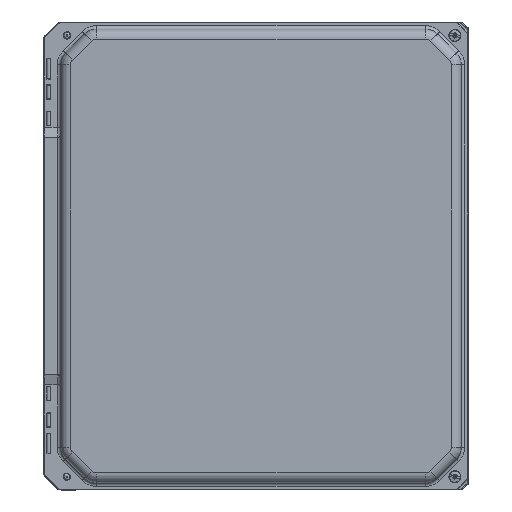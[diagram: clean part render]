
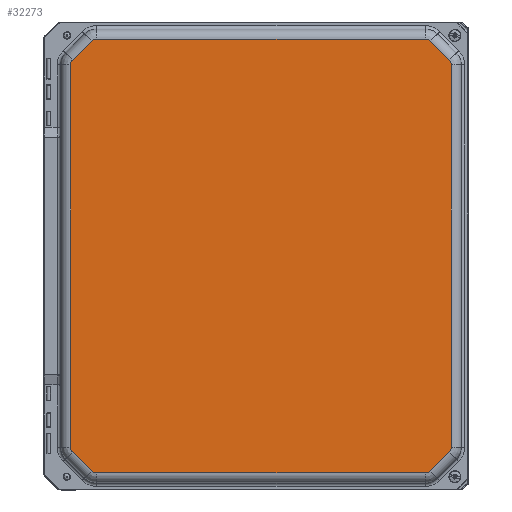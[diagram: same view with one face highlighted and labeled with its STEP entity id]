
A CAD part, top view. The second image highlights one B-rep face of the part: STEP entity #32273.
In plain terms, the highlighted planar face has unit normal (0, 0, 1).
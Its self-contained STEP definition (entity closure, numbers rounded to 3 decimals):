
#4593=LINE('',#72326,#6694);
#4596=LINE('',#72333,#6697);
#4597=LINE('',#72362,#6698);
#4598=LINE('',#72366,#6699);
#4599=LINE('',#72396,#6700);
#4601=LINE('',#72402,#6702);
#4602=LINE('',#72431,#6703);
#4603=LINE('',#72435,#6704);
#6694=VECTOR('',#45997,12.364);
#6697=VECTOR('',#46004,1.013);
#6698=VECTOR('',#46019,1.013);
#6699=VECTOR('',#46024,14.366);
#6700=VECTOR('',#46039,14.366);
#6702=VECTOR('',#46045,1.013);
#6703=VECTOR('',#46060,1.013);
#6704=VECTOR('',#46065,12.364);
#7288=PLANE('',#36301);
#9409=FACE_OUTER_BOUND('',#11556,.T.);
#11556=EDGE_LOOP('',(#29753,#29754,#29755,#29756,#29757,#29758,#29759,#29760,
#29761,#29762,#29763,#29764,#29765,#29766,#29767,#29768));
#13029=CIRCLE('',#36264,0.254);
#13035=CIRCLE('',#36272,0.254);
#13038=CIRCLE('',#36275,0.254);
#13042=CIRCLE('',#36281,0.254);
#13045=CIRCLE('',#36284,0.254);
#13049=CIRCLE('',#36290,0.254);
#13052=CIRCLE('',#36293,0.254);
#13055=CIRCLE('',#36298,0.254);
#15830=VERTEX_POINT('',#72316);
#15831=VERTEX_POINT('',#72318);
#15833=VERTEX_POINT('',#72324);
#15834=VERTEX_POINT('',#72329);
#15836=VERTEX_POINT('',#72343);
#15837=VERTEX_POINT('',#72355);
#15838=VERTEX_POINT('',#72360);
#15839=VERTEX_POINT('',#72364);
#15840=VERTEX_POINT('',#72376);
#15841=VERTEX_POINT('',#72388);
#15843=VERTEX_POINT('',#72394);
#15844=VERTEX_POINT('',#72398);
#15846=VERTEX_POINT('',#72412);
#15847=VERTEX_POINT('',#72424);
#15848=VERTEX_POINT('',#72429);
#15849=VERTEX_POINT('',#72433);
#20489=EDGE_CURVE('',#15830,#15831,#13029,.T.);
#20493=EDGE_CURVE('',#15833,#15830,#4593,.T.);
#20497=EDGE_CURVE('',#15831,#15834,#4596,.T.);
#20499=EDGE_CURVE('',#15836,#15833,#13035,.T.);
#20502=EDGE_CURVE('',#15834,#15837,#13038,.T.);
#20504=EDGE_CURVE('',#15838,#15836,#4597,.T.);
#20506=EDGE_CURVE('',#15837,#15839,#4598,.T.);
#20508=EDGE_CURVE('',#15840,#15838,#13042,.T.);
#20511=EDGE_CURVE('',#15839,#15841,#13045,.T.);
#20513=EDGE_CURVE('',#15843,#15840,#4599,.T.);
#20516=EDGE_CURVE('',#15841,#15844,#4601,.T.);
#20518=EDGE_CURVE('',#15846,#15843,#13049,.T.);
#20521=EDGE_CURVE('',#15844,#15847,#13052,.T.);
#20523=EDGE_CURVE('',#15848,#15846,#4602,.T.);
#20525=EDGE_CURVE('',#15847,#15849,#4603,.T.);
#20526=EDGE_CURVE('',#15849,#15848,#13055,.T.);
#29753=ORIENTED_EDGE('',*,*,#20489,.F.);
#29754=ORIENTED_EDGE('',*,*,#20493,.F.);
#29755=ORIENTED_EDGE('',*,*,#20499,.F.);
#29756=ORIENTED_EDGE('',*,*,#20504,.F.);
#29757=ORIENTED_EDGE('',*,*,#20508,.F.);
#29758=ORIENTED_EDGE('',*,*,#20513,.F.);
#29759=ORIENTED_EDGE('',*,*,#20518,.F.);
#29760=ORIENTED_EDGE('',*,*,#20523,.F.);
#29761=ORIENTED_EDGE('',*,*,#20526,.F.);
#29762=ORIENTED_EDGE('',*,*,#20525,.F.);
#29763=ORIENTED_EDGE('',*,*,#20521,.F.);
#29764=ORIENTED_EDGE('',*,*,#20516,.F.);
#29765=ORIENTED_EDGE('',*,*,#20511,.F.);
#29766=ORIENTED_EDGE('',*,*,#20506,.F.);
#29767=ORIENTED_EDGE('',*,*,#20502,.F.);
#29768=ORIENTED_EDGE('',*,*,#20497,.F.);
#32273=ADVANCED_FACE('',(#9409),#7288,.T.);
#36264=AXIS2_PLACEMENT_3D('',#72319,#45987,#45988);
#36272=AXIS2_PLACEMENT_3D('',#72345,#46007,#46008);
#36275=AXIS2_PLACEMENT_3D('',#72358,#46013,#46014);
#36281=AXIS2_PLACEMENT_3D('',#72378,#46027,#46028);
#36284=AXIS2_PLACEMENT_3D('',#72392,#46033,#46034);
#36290=AXIS2_PLACEMENT_3D('',#72414,#46048,#46049);
#36293=AXIS2_PLACEMENT_3D('',#72427,#46054,#46055);
#36298=AXIS2_PLACEMENT_3D('',#72445,#46066,#46067);
#36301=AXIS2_PLACEMENT_3D('',#72450,#46074,#46075);
#45987=DIRECTION('center_axis',(0.,0.,-1.));
#45988=DIRECTION('ref_axis',(-0.383,-0.924,0.));
#45997=DIRECTION('',(-1.,0.,0.));
#46004=DIRECTION('',(-0.707,0.707,0.));
#46007=DIRECTION('center_axis',(0.,0.,-1.));
#46008=DIRECTION('ref_axis',(0.383,-0.924,0.));
#46013=DIRECTION('center_axis',(0.,0.,-1.));
#46014=DIRECTION('ref_axis',(-0.924,-0.383,0.));
#46019=DIRECTION('',(-0.707,-0.707,0.));
#46024=DIRECTION('',(0.,1.,0.));
#46027=DIRECTION('center_axis',(0.,0.,-1.));
#46028=DIRECTION('ref_axis',(0.924,-0.383,0.));
#46033=DIRECTION('center_axis',(0.,0.,-1.));
#46034=DIRECTION('ref_axis',(-0.924,0.383,0.));
#46039=DIRECTION('',(0.,-1.,0.));
#46045=DIRECTION('',(0.707,0.707,0.));
#46048=DIRECTION('center_axis',(0.,0.,-1.));
#46049=DIRECTION('ref_axis',(0.924,0.383,0.));
#46054=DIRECTION('center_axis',(0.,0.,-1.));
#46055=DIRECTION('ref_axis',(-0.383,0.924,0.));
#46060=DIRECTION('',(0.707,-0.707,0.));
#46065=DIRECTION('',(1.,0.,0.));
#46066=DIRECTION('center_axis',(0.,0.,-1.));
#46067=DIRECTION('ref_axis',(0.383,0.924,0.));
#46074=DIRECTION('center_axis',(0.,0.,1.));
#46075=DIRECTION('ref_axis',(1.,0.,0.));
#72316=CARTESIAN_POINT('',(-5.994,-8.153,1.));
#72318=CARTESIAN_POINT('',(-6.173,-8.079,1.));
#72319=CARTESIAN_POINT('Origin',(-5.994,-7.9,1.));
#72324=CARTESIAN_POINT('',(6.371,-8.153,1.));
#72326=CARTESIAN_POINT('',(6.371,-8.153,1.));
#72329=CARTESIAN_POINT('',(-6.89,-7.363,1.));
#72333=CARTESIAN_POINT('',(-6.173,-8.079,1.));
#72343=CARTESIAN_POINT('',(6.55,-8.079,1.));
#72345=CARTESIAN_POINT('Origin',(6.371,-7.9,1.));
#72355=CARTESIAN_POINT('',(-6.964,-7.183,1.));
#72358=CARTESIAN_POINT('Origin',(-6.71,-7.183,1.));
#72360=CARTESIAN_POINT('',(7.267,-7.363,1.));
#72362=CARTESIAN_POINT('',(7.267,-7.363,1.));
#72364=CARTESIAN_POINT('',(-6.964,7.183,1.));
#72366=CARTESIAN_POINT('',(-6.964,-7.183,1.));
#72376=CARTESIAN_POINT('',(7.341,-7.183,1.));
#72378=CARTESIAN_POINT('Origin',(7.087,-7.183,1.));
#72388=CARTESIAN_POINT('',(-6.89,7.363,1.));
#72392=CARTESIAN_POINT('Origin',(-6.71,7.183,1.));
#72394=CARTESIAN_POINT('',(7.341,7.183,1.));
#72396=CARTESIAN_POINT('',(7.341,7.183,1.));
#72398=CARTESIAN_POINT('',(-6.173,8.079,1.));
#72402=CARTESIAN_POINT('',(-6.89,7.363,1.));
#72412=CARTESIAN_POINT('',(7.267,7.363,1.));
#72414=CARTESIAN_POINT('Origin',(7.087,7.183,1.));
#72424=CARTESIAN_POINT('',(-5.994,8.153,1.));
#72427=CARTESIAN_POINT('Origin',(-5.994,7.9,1.));
#72429=CARTESIAN_POINT('',(6.55,8.079,1.));
#72431=CARTESIAN_POINT('',(6.55,8.079,1.));
#72433=CARTESIAN_POINT('',(6.371,8.153,1.));
#72435=CARTESIAN_POINT('',(-5.994,8.153,1.));
#72445=CARTESIAN_POINT('Origin',(6.371,7.9,1.));
#72450=CARTESIAN_POINT('Origin',(0.189,0.,1.));
